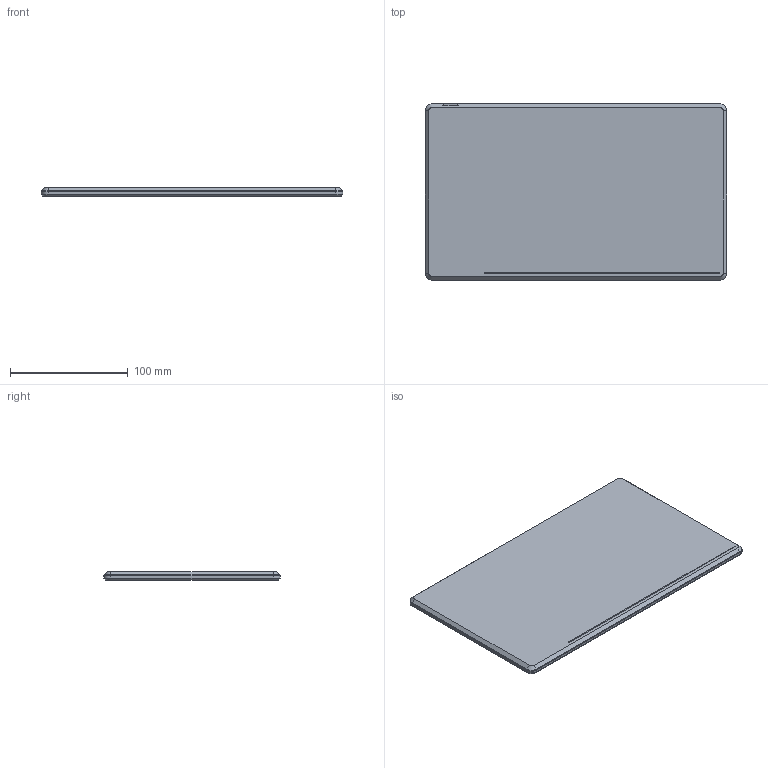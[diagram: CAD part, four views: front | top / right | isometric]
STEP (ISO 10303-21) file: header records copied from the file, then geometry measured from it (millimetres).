
FILE_DESCRIPTION(/* description */ ('STEP AP242','CAx-IF Rec.Pracs.---Representation and Presentation of Product Manufacturing Information (PMI)---4.0---2014-10-13','CAx-IF Rec.Pracs.---3D Tessellated Geometry---0.4---2014-09-14','2;1'),/* implementation_level */ '2;1');
FILE_NAME(/* name */ '68e58df82e7cf119f4fba800',/* time_stamp */ '2025-10-07T22:02:33Z',/* author */ (''),/* organization */ (''),/* preprocessor_version */ 'ST-DEVELOPER v20',/* originating_system */ 'ONSHAPE BY PTC INC, 1.204',/* authorisation */ ' ');
FILE_SCHEMA (('AP242_MANAGED_MODEL_BASED_3D_ENGINEERING_MIM_LF { 1 0 10303 442 1 1 4 }'));
Length unit declared in the file: metre
Products named in the file (4): Assembly 2; topHousing; bottomHousing; pompyboard_PCB
Assembly tree (3 placements, depth 2):
  Assembly 2
    topHousing
    bottomHousing
    pompyboard_PCB
Bounding box: 256.4 x 149.9 x 7.27 mm (x, y, z)
Volume: 223489 mm3; surface area: 227931.7 mm2
Topology: 3 solids, 3 shells, 148 faces, 372 edges, 234 vertices
Faces by surface type: cylinder 69, plane 57, cone 12, torus 8, sphere 2
Full cylindrical faces by diameter (mm): 0.2 x4, 0.4 x16, 1 x4, 2 x4
Entity records: 4495 total; most frequent: DIRECTION 804, CARTESIAN_POINT 724, ORIENTED_EDGE 676, EDGE_CURVE 338, AXIS2_PLACEMENT_3D 314, EDGE_LOOP 250, FACE_BOUND 250, VERTEX_POINT 234
